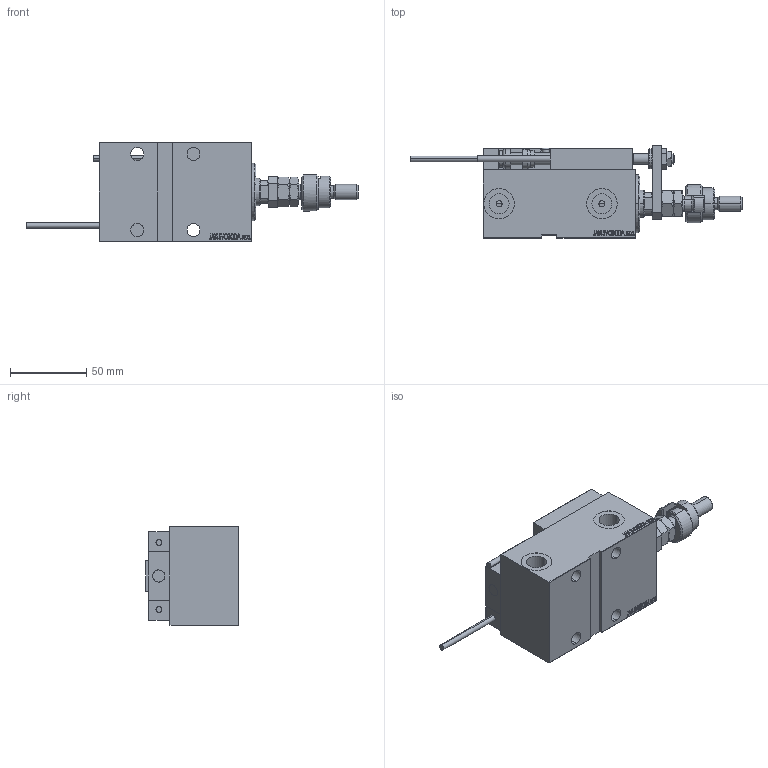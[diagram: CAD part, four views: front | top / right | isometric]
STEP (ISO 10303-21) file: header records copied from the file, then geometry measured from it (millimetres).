
FILE_DESCRIPTION (( 'STEP AP203' ), '1' );
FILE_NAME ('7798.STEP', '2022-04-17T11:25:41', ( '' ), ( '' ), 'SwSTEP 2.0', 'SolidWorks 2019', '' );
FILE_SCHEMA (( 'CONFIG_CONTROL_DESIGN' ));
Length unit declared in the file: millimetre
Products named in the file (19): X_Y_DFA c106146050525c461c91033289bbe2a5; KONCOVKA c106146050525c461c91033289bbe2a5; V450CM_VC_B c106146050525c461c91033289bbe2a5; NUT_D12 c106146050525c461c91033289bbe2a5; NUT_D10 c106146050525c461c91033289bbe2a5; MFA c106146050525c461c91033289bbe2a5; SWITCH X c106146050525c461c91033289bbe2a5; ZARAZKA c106146050525c461c91033289bbe2a5; ALLEN BOLT D5 c106146050525c461c91033289bbe2a5; FEMALE_PART_FOR_DFA c106146050525c461c91033289bbe2a5; V450CM_E_Body c106146050525c461c91033289bbe2a5; TYC_L79 c106146050525c461c91033289bbe2a5; V450CM_E_VCP c106146050525c461c91033289bbe2a5; ALLEN BOLT D8 c106146050525c461c91033289bbe2a5; MAGNET c106146050525c461c91033289bbe2a5; SWITCH DIM B,W c106146050525c461c91033289bbe2a5; SWITCH_X_FRONT_BACK c106146050525c461c91033289bbe2a5; Block c106146050525c461c91033289bbe2a5; 7798
Assembly tree (28 placements, depth 3):
  7798
    V450CM_E_Body c106146050525c461c91033289bbe2a5
    V450CM_E_VCP c106146050525c461c91033289bbe2a5
    V450CM_VC_B c106146050525c461c91033289bbe2a5
    SWITCH X c106146050525c461c91033289bbe2a5
      SWITCH_X_FRONT_BACK c106146050525c461c91033289bbe2a5  x2
      TYC_L79 c106146050525c461c91033289bbe2a5
      Block c106146050525c461c91033289bbe2a5  x2
      ALLEN BOLT D5 c106146050525c461c91033289bbe2a5  x4
      ALLEN BOLT D8 c106146050525c461c91033289bbe2a5  x4
      MAGNET c106146050525c461c91033289bbe2a5  x2
      KONCOVKA c106146050525c461c91033289bbe2a5  x2
    SWITCH DIM B,W c106146050525c461c91033289bbe2a5
    ZARAZKA c106146050525c461c91033289bbe2a5
    NUT_D10 c106146050525c461c91033289bbe2a5
    NUT_D12 c106146050525c461c91033289bbe2a5
    X_Y_DFA c106146050525c461c91033289bbe2a5
      FEMALE_PART_FOR_DFA c106146050525c461c91033289bbe2a5
      MFA c106146050525c461c91033289bbe2a5
Bounding box: 218 x 60.5 x 65 mm (x, y, z)
Volume: 317683.2 mm3; surface area: 85196.4 mm2
Topology: 26 solids, 26 shells, 1398 faces, 3334 edges, 2118 vertices
Faces by surface type: plane 604, bspline 380, cylinder 209, cone 153, torus 48, sphere 4
Entity records: 53672 total; most frequent: CARTESIAN_POINT 26444, ORIENTED_EDGE 5688, DIRECTION 3981, EDGE_CURVE 2844, VERTEX_POINT 1842, VECTOR 1587, LINE 1587, EDGE_LOOP 1316
